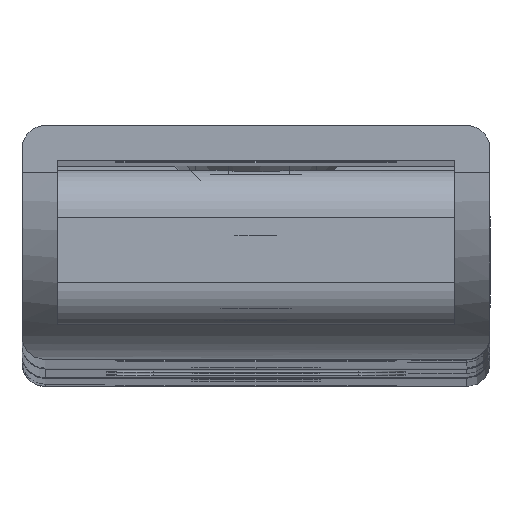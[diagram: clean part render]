
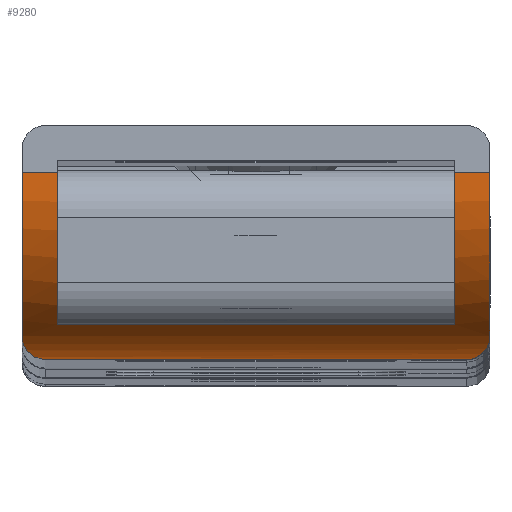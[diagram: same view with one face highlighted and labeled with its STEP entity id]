
A CAD part, top view. The second image highlights one B-rep face of the part: STEP entity #9280.
In plain terms, the highlighted cylindrical face has radius 8 mm (diameter 16 mm), a partial arc.
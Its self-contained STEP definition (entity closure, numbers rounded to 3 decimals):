
#4 = CARTESIAN_POINT ( 'NONE',  ( 102.136, 4.838, -9.56 ) ) ;
#16 = CARTESIAN_POINT ( 'NONE',  ( 100.5, -3., 10. ) ) ;
#227 = EDGE_CURVE ( 'NONE', #5913, #682, #2110, .T. ) ;
#412 = VECTOR ( 'NONE', #5962, 1000. ) ;
#516 = DIRECTION ( 'NONE',  ( 0., -1., 0. ) ) ;
#560 = CARTESIAN_POINT ( 'NONE',  ( 100.5, 5., 10. ) ) ;
#590 = ORIENTED_EDGE ( 'NONE', *, *, #9311, .F. ) ;
#682 = VERTEX_POINT ( 'NONE', #5194 ) ;
#737 = CARTESIAN_POINT ( 'NONE',  ( 100.83, 4.995, -9.117 ) ) ;
#901 = CARTESIAN_POINT ( 'NONE',  ( 102.786, 4.674, -9.749 ) ) ;
#913 = CARTESIAN_POINT ( 'NONE',  ( 102.136, 4.838, 9.56 ) ) ;
#1167 = ORIENTED_EDGE ( 'NONE', *, *, #8557, .T. ) ;
#1441 = DIRECTION ( 'NONE',  ( 0., 0., -1. ) ) ;
#1458 = DIRECTION ( 'NONE',  ( 0., 0., -1. ) ) ;
#1495 = CARTESIAN_POINT ( 'NONE',  ( 104.373, 4., -10. ) ) ;
#1498 = LINE ( 'NONE', #6466, #7987 ) ;
#1610 = LINE ( 'NONE', #5047, #6325 ) ;
#1651 = EDGE_CURVE ( 'NONE', #9627, #4351, #9276, .T. ) ;
#1667 = CARTESIAN_POINT ( 'NONE',  ( 108.5, -3., -10. ) ) ;
#1706 = CARTESIAN_POINT ( 'NONE',  ( 100.83, 4.995, 9.117 ) ) ;
#1713 = VERTEX_POINT ( 'NONE', #6445 ) ;
#2110 = CIRCLE ( 'NONE', #3005, 8. ) ;
#2432 = ORIENTED_EDGE ( 'NONE', *, *, #8919, .T. ) ;
#2488 = CYLINDRICAL_SURFACE ( 'NONE', #3122, 8. ) ;
#2538 = CARTESIAN_POINT ( 'NONE',  ( 104.373, 4., 10. ) ) ;
#2615 = B_SPLINE_CURVE_WITH_KNOTS ( 'NONE', 3,
 ( #10223, #6888, #737, #5239, #11144, #8690, #4, #901, #7838, #9307, #5974, #9427 ),
 .UNSPECIFIED., .F., .F.,
 ( 4, 2, 2, 2, 2, 4 ),
 ( 0., 0.001, 0.001, 0.002, 0.003, 0.004 ),
 .UNSPECIFIED. ) ;
#2649 = CARTESIAN_POINT ( 'NONE',  ( 101.811, 4.899, 9.454 ) ) ;
#2941 = EDGE_CURVE ( 'NONE', #9401, #4951, #9730, .T. ) ;
#3005 = AXIS2_PLACEMENT_3D ( 'NONE', #10030, #4877, #5725 ) ;
#3040 = VECTOR ( 'NONE', #1458, 1000. ) ;
#3065 = CARTESIAN_POINT ( 'NONE',  ( 105.164, 3.5, -8.5 ) ) ;
#3106 = B_SPLINE_CURVE_WITH_KNOTS ( 'NONE', 3,
 ( #2538, #9492, #4246, #5989, #9439, #913, #2649, #6097, #6962, #1706, #5250, #4416 ),
 .UNSPECIFIED., .F., .F.,
 ( 4, 2, 2, 2, 2, 4 ),
 ( 0., 0.001, 0.002, 0.003, 0.004, 0.004 ),
 .UNSPECIFIED. ) ;
#3122 = AXIS2_PLACEMENT_3D ( 'NONE', #16, #9318, #5932 ) ;
#3159 = DIRECTION ( 'NONE',  ( 0., 0., 1. ) ) ;
#3232 = EDGE_LOOP ( 'NONE', ( #4874, #590, #11026, #4892, #5605, #2432, #8200, #1167, #9217, #4862 ) ) ;
#3259 = EDGE_CURVE ( 'NONE', #4835, #1713, #10097, .T. ) ;
#3447 = CIRCLE ( 'NONE', #9770, 8. ) ;
#4122 = EDGE_CURVE ( 'NONE', #1713, #4351, #2615, .T. ) ;
#4246 = CARTESIAN_POINT ( 'NONE',  ( 103.751, 4.318, 9.958 ) ) ;
#4301 = CARTESIAN_POINT ( 'NONE',  ( 104.373, 4., 10. ) ) ;
#4351 = VERTEX_POINT ( 'NONE', #1495 ) ;
#4416 = CARTESIAN_POINT ( 'NONE',  ( 100.5, 5., 9. ) ) ;
#4536 = CARTESIAN_POINT ( 'NONE',  ( 108.5, -3., -8.5 ) ) ;
#4603 = CARTESIAN_POINT ( 'NONE',  ( 108.5, -3., 10. ) ) ;
#4835 = VERTEX_POINT ( 'NONE', #6680 ) ;
#4850 = CARTESIAN_POINT ( 'NONE',  ( 100.5, -3., 10. ) ) ;
#4862 = ORIENTED_EDGE ( 'NONE', *, *, #4122, .F. ) ;
#4874 = ORIENTED_EDGE ( 'NONE', *, *, #3259, .F. ) ;
#4877 = DIRECTION ( 'NONE',  ( 0., 0., 1. ) ) ;
#4892 = ORIENTED_EDGE ( 'NONE', *, *, #10771, .T. ) ;
#4951 = VERTEX_POINT ( 'NONE', #4301 ) ;
#5047 = CARTESIAN_POINT ( 'NONE',  ( 108.5, -3., 10. ) ) ;
#5194 = CARTESIAN_POINT ( 'NONE',  ( 105.164, 3.5, 8.5 ) ) ;
#5225 = CARTESIAN_POINT ( 'NONE',  ( 108.5, -3., 10. ) ) ;
#5239 = CARTESIAN_POINT ( 'NONE',  ( 101.158, 4.975, -9.231 ) ) ;
#5250 = CARTESIAN_POINT ( 'NONE',  ( 100.664, 5., 9.058 ) ) ;
#5605 = ORIENTED_EDGE ( 'NONE', *, *, #227, .T. ) ;
#5725 = DIRECTION ( 'NONE',  ( -1., 0., 0. ) ) ;
#5730 = CARTESIAN_POINT ( 'NONE',  ( 100.5, -3., -8.5 ) ) ;
#5879 = FACE_OUTER_BOUND ( 'NONE', #3232, .T. ) ;
#5913 = VERTEX_POINT ( 'NONE', #6425 ) ;
#5932 = DIRECTION ( 'NONE',  ( 0., 1., 0. ) ) ;
#5952 = DIRECTION ( 'NONE',  ( 0., 0., -1. ) ) ;
#5962 = DIRECTION ( 'NONE',  ( 0., 0., -1. ) ) ;
#5974 = CARTESIAN_POINT ( 'NONE',  ( 104.064, 4.171, -10. ) ) ;
#5989 = CARTESIAN_POINT ( 'NONE',  ( 103.112, 4.569, 9.834 ) ) ;
#6097 = CARTESIAN_POINT ( 'NONE',  ( 101.322, 4.959, 9.288 ) ) ;
#6325 = VECTOR ( 'NONE', #5952, 1000. ) ;
#6399 = VERTEX_POINT ( 'NONE', #3065 ) ;
#6425 = CARTESIAN_POINT ( 'NONE',  ( 108.5, -3., 8.5 ) ) ;
#6443 = DIRECTION ( 'NONE',  ( 0., -1., 0. ) ) ;
#6445 = CARTESIAN_POINT ( 'NONE',  ( 100.5, 5., -9. ) ) ;
#6466 = CARTESIAN_POINT ( 'NONE',  ( 105.164, 3.5, 10. ) ) ;
#6680 = CARTESIAN_POINT ( 'NONE',  ( 100.5, 5., 9. ) ) ;
#6771 = LINE ( 'NONE', #5225, #412 ) ;
#6888 = CARTESIAN_POINT ( 'NONE',  ( 100.663, 5., -9.058 ) ) ;
#6962 = CARTESIAN_POINT ( 'NONE',  ( 101.158, 4.975, 9.231 ) ) ;
#7211 = AXIS2_PLACEMENT_3D ( 'NONE', #4850, #10917, #10055 ) ;
#7838 = CARTESIAN_POINT ( 'NONE',  ( 103.112, 4.569, -9.834 ) ) ;
#7987 = VECTOR ( 'NONE', #1441, 1000. ) ;
#8200 = ORIENTED_EDGE ( 'NONE', *, *, #8472, .T. ) ;
#8472 = EDGE_CURVE ( 'NONE', #6399, #11028, #3447, .T. ) ;
#8557 = EDGE_CURVE ( 'NONE', #11028, #9627, #6771, .T. ) ;
#8690 = CARTESIAN_POINT ( 'NONE',  ( 101.811, 4.899, -9.454 ) ) ;
#8919 = EDGE_CURVE ( 'NONE', #682, #6399, #1498, .T. ) ;
#9102 = AXIS2_PLACEMENT_3D ( 'NONE', #10053, #3159, #516 ) ;
#9217 = ORIENTED_EDGE ( 'NONE', *, *, #1651, .T. ) ;
#9276 = CIRCLE ( 'NONE', #9102, 8. ) ;
#9280 = ADVANCED_FACE ( 'NONE', ( #5879 ), #2488, .T. ) ;
#9307 = CARTESIAN_POINT ( 'NONE',  ( 103.751, 4.318, -9.958 ) ) ;
#9311 = EDGE_CURVE ( 'NONE', #4951, #4835, #3106, .T. ) ;
#9318 = DIRECTION ( 'NONE',  ( 0., 0., -1. ) ) ;
#9401 = VERTEX_POINT ( 'NONE', #4603 ) ;
#9427 = CARTESIAN_POINT ( 'NONE',  ( 104.373, 4., -10. ) ) ;
#9439 = CARTESIAN_POINT ( 'NONE',  ( 102.786, 4.674, 9.749 ) ) ;
#9492 = CARTESIAN_POINT ( 'NONE',  ( 104.064, 4.171, 10. ) ) ;
#9627 = VERTEX_POINT ( 'NONE', #1667 ) ;
#9730 = CIRCLE ( 'NONE', #7211, 8. ) ;
#9770 = AXIS2_PLACEMENT_3D ( 'NONE', #5730, #11010, #6443 ) ;
#10030 = CARTESIAN_POINT ( 'NONE',  ( 100.5, -3., 8.5 ) ) ;
#10053 = CARTESIAN_POINT ( 'NONE',  ( 100.5, -3., -10. ) ) ;
#10055 = DIRECTION ( 'NONE',  ( 0., -1., 0. ) ) ;
#10097 = LINE ( 'NONE', #560, #3040 ) ;
#10223 = CARTESIAN_POINT ( 'NONE',  ( 100.5, 5., -9. ) ) ;
#10771 = EDGE_CURVE ( 'NONE', #9401, #5913, #1610, .T. ) ;
#10917 = DIRECTION ( 'NONE',  ( 0., 0., 1. ) ) ;
#11010 = DIRECTION ( 'NONE',  ( 0., 0., -1. ) ) ;
#11026 = ORIENTED_EDGE ( 'NONE', *, *, #2941, .F. ) ;
#11028 = VERTEX_POINT ( 'NONE', #4536 ) ;
#11144 = CARTESIAN_POINT ( 'NONE',  ( 101.321, 4.959, -9.288 ) ) ;
